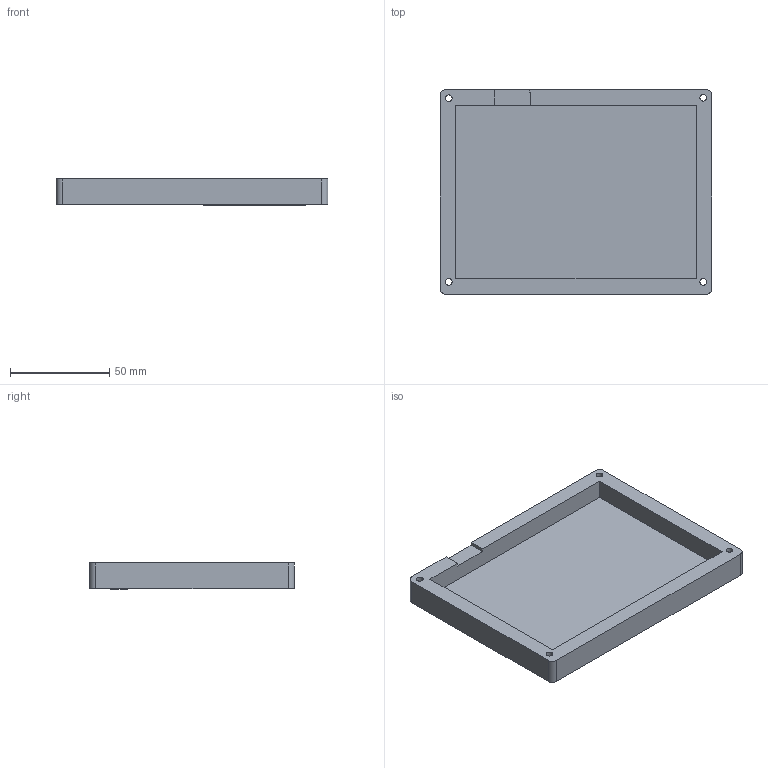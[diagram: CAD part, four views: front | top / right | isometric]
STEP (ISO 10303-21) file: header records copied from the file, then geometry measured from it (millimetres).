
FILE_DESCRIPTION(/* description */ (''),/* implementation_level */ '2;1');
FILE_NAME(/* name */ 'bottom case FINAL.step',/* time_stamp */ '2025-11-26T10:43:56-08:00',/* author */ (''),/* organization */ (''),/* preprocessor_version */ 'ST-DEVELOPER v20.1',/* originating_system */ 'Autodesk Translation Framework v14.21.0.0',/* authorisation */ '');
FILE_SCHEMA (('AUTOMOTIVE_DESIGN { 1 0 10303 214 3 1 1 }'));
Length unit declared in the file: millimetre
Products named in the file (2): 2025-11-24-08-45-33-828; 2025-11-25-06-55-15-025
Assembly tree (1 placements, depth 2):
  2025-11-24-08-45-33-828
    2025-11-25-06-55-15-025
Bounding box: 136.98 x 103.23 x 13.2 mm (x, y, z)
Volume: 77250.5 mm3; surface area: 39248.4 mm2
Topology: 1 solids, 1 shells, 850 faces, 2370 edges, 1580 vertices
Faces by surface type: bspline 556, plane 282, cylinder 12
Full cylindrical faces by diameter (mm): 3.4 x4, 6 x4
Entity records: 32334 total; most frequent: CARTESIAN_POINT 14255, ORIENTED_EDGE 4740, EDGE_CURVE 2370, DIRECTION 1876, VERTEX_POINT 1580, LINE 1234, VECTOR 1234, B_SPLINE_CURVE_WITH_KNOTS 1112
